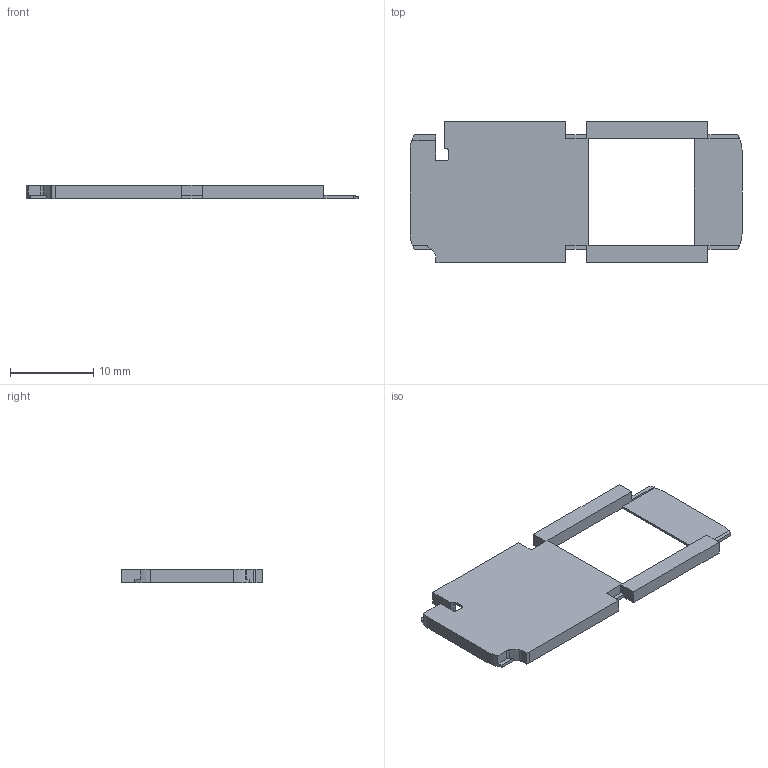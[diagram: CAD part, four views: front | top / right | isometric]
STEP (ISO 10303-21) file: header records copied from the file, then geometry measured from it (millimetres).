
FILE_DESCRIPTION(/* description */ (''),/* implementation_level */ '2;1');
FILE_NAME(/* name */ 'Switch-Ornament v1.3 Part B v25.step',/* time_stamp */ '2023-09-02T22:24:07+02:00',/* author */ (''),/* organization */ (''),/* preprocessor_version */ 'ST-DEVELOPER v20',/* originating_system */ 'Autodesk Translation Framework v12.9.0.99',/* authorisation */ '');
FILE_SCHEMA (('AUTOMOTIVE_DESIGN { 1 0 10303 214 3 1 1 }'));
Length unit declared in the file: millimetre
Products named in the file (1): Switch-Ornament v1.3 Part B
Bounding box: 40 x 17 x 1.6 mm (x, y, z)
Volume: 356.6 mm3; surface area: 1280.6 mm2
Topology: 1 solids, 1 shells, 85 faces, 252 edges, 168 vertices
Faces by surface type: plane 57, cylinder 28
Entity records: 2883 total; most frequent: CARTESIAN_POINT 506, ORIENTED_EDGE 504, DIRECTION 484, EDGE_CURVE 252, LINE 192, VECTOR 192, VERTEX_POINT 168, AXIS2_PLACEMENT_3D 146
